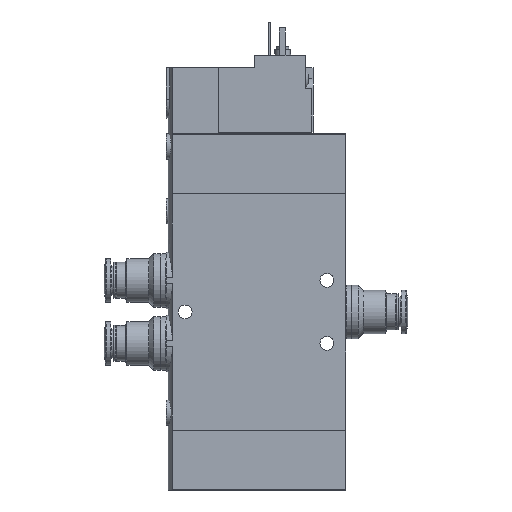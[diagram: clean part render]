
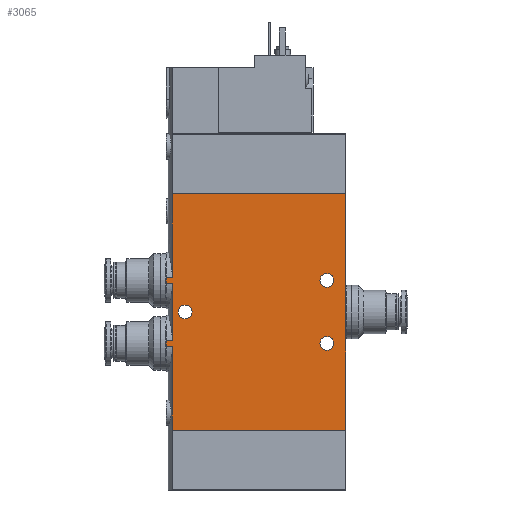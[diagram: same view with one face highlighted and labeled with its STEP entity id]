
A CAD part, left-side view. The second image highlights one B-rep face of the part: STEP entity #3065.
In plain terms, the highlighted face is planar.
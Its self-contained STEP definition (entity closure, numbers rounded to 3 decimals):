
#93=PLANE('',#3677);
#253=CIRCLE('',#3665,2.2);
#255=CIRCLE('',#3668,2.2);
#260=CIRCLE('',#3678,2.2);
#456=ORIENTED_EDGE('',*,*,#1251,.T.);
#457=ORIENTED_EDGE('',*,*,#1276,.T.);
#458=ORIENTED_EDGE('',*,*,#1267,.F.);
#459=ORIENTED_EDGE('',*,*,#1240,.T.);
#460=ORIENTED_EDGE('',*,*,#1253,.T.);
#461=ORIENTED_EDGE('',*,*,#1242,.T.);
#462=ORIENTED_EDGE('',*,*,#1271,.F.);
#463=ORIENTED_EDGE('',*,*,#1232,.T.);
#464=ORIENTED_EDGE('',*,*,#1256,.T.);
#465=ORIENTED_EDGE('',*,*,#1234,.T.);
#466=ORIENTED_EDGE('',*,*,#1263,.F.);
#467=ORIENTED_EDGE('',*,*,#1277,.F.);
#468=ORIENTED_EDGE('',*,*,#1261,.F.);
#469=ORIENTED_EDGE('',*,*,#1259,.F.);
#470=ORIENTED_EDGE('',*,*,#1278,.F.);
#1232=EDGE_CURVE('',#1653,#1652,#1952,.F.);
#1234=EDGE_CURVE('',#1654,#1655,#1953,.T.);
#1240=EDGE_CURVE('',#1661,#1660,#1956,.F.);
#1242=EDGE_CURVE('',#1662,#1663,#1957,.T.);
#1251=EDGE_CURVE('',#1672,#1671,#1961,.T.);
#1253=EDGE_CURVE('',#1660,#1662,#1963,.T.);
#1256=EDGE_CURVE('',#1652,#1654,#1965,.T.);
#1259=EDGE_CURVE('',#1675,#1675,#253,.F.);
#1261=EDGE_CURVE('',#1677,#1677,#255,.F.);
#1263=EDGE_CURVE('',#1679,#1655,#1967,.T.);
#1267=EDGE_CURVE('',#1661,#1682,#1969,.T.);
#1271=EDGE_CURVE('',#1653,#1663,#1971,.T.);
#1276=EDGE_CURVE('',#1671,#1682,#1975,.T.);
#1277=EDGE_CURVE('',#1672,#1679,#1976,.T.);
#1278=EDGE_CURVE('',#1686,#1686,#260,.F.);
#1652=VERTEX_POINT('',#4965);
#1653=VERTEX_POINT('',#4967);
#1654=VERTEX_POINT('',#4980);
#1655=VERTEX_POINT('',#4981);
#1660=VERTEX_POINT('',#5002);
#1661=VERTEX_POINT('',#5004);
#1662=VERTEX_POINT('',#5017);
#1663=VERTEX_POINT('',#5018);
#1671=VERTEX_POINT('',#5044);
#1672=VERTEX_POINT('',#5046);
#1675=VERTEX_POINT('',#5060);
#1677=VERTEX_POINT('',#5065);
#1679=VERTEX_POINT('',#5070);
#1682=VERTEX_POINT('',#5089);
#1686=VERTEX_POINT('',#5117);
#1952=LINE('',#4966,#2166);
#1953=LINE('',#4979,#2167);
#1956=LINE('',#5003,#2170);
#1957=LINE('',#5016,#2171);
#1961=LINE('',#5045,#2175);
#1963=LINE('',#5049,#2177);
#1965=LINE('',#5054,#2179);
#1967=LINE('',#5069,#2181);
#1969=LINE('',#5088,#2183);
#1971=LINE('',#5106,#2185);
#1975=LINE('',#5114,#2189);
#1976=LINE('',#5115,#2190);
#2166=VECTOR('',#4020,1000.);
#2167=VECTOR('',#4023,1000.);
#2170=VECTOR('',#4032,1000.);
#2171=VECTOR('',#4035,1000.);
#2175=VECTOR('',#4049,1000.);
#2177=VECTOR('',#4053,1000.);
#2179=VECTOR('',#4059,1000.);
#2181=VECTOR('',#4077,1000.);
#2183=VECTOR('',#4083,1000.);
#2185=VECTOR('',#4089,1000.);
#2189=VECTOR('',#4099,1000.);
#2190=VECTOR('',#4100,1000.);
#2404=EDGE_LOOP('',(#456,#457,#458,#459,#460,#461,#462,#463,#464,#465,#466,
#467));
#2405=EDGE_LOOP('',(#468));
#2406=EDGE_LOOP('',(#469));
#2407=EDGE_LOOP('',(#470));
#2703=FACE_BOUND('',#2404,.T.);
#2704=FACE_BOUND('',#2405,.T.);
#2705=FACE_BOUND('',#2406,.T.);
#2706=FACE_BOUND('',#2407,.T.);
#3065=ADVANCED_FACE('',(#2703,#2704,#2705,#2706),#93,.F.);
#3665=AXIS2_PLACEMENT_3D('',#5059,#4065,#4066);
#3668=AXIS2_PLACEMENT_3D('',#5064,#4071,#4072);
#3677=AXIS2_PLACEMENT_3D('',#5113,#4097,#4098);
#3678=AXIS2_PLACEMENT_3D('',#5116,#4101,#4102);
#4020=DIRECTION('',(0.,-1.,0.));
#4023=DIRECTION('',(0.,-1.,0.));
#4032=DIRECTION('',(0.,-1.,0.));
#4035=DIRECTION('',(0.,-1.,0.));
#4049=DIRECTION('',(-1.,0.,0.));
#4053=DIRECTION('',(1.,0.,0.));
#4059=DIRECTION('',(1.,0.,0.));
#4065=DIRECTION('',(0.,0.,1.));
#4066=DIRECTION('',(1.,0.,0.));
#4071=DIRECTION('',(0.,0.,1.));
#4072=DIRECTION('',(1.,0.,0.));
#4077=DIRECTION('',(-1.,0.,0.));
#4083=DIRECTION('',(-1.,0.,0.));
#4089=DIRECTION('',(-1.,0.,0.));
#4097=DIRECTION('',(0.,0.,1.));
#4098=DIRECTION('',(1.,0.,0.));
#4099=DIRECTION('',(0.,1.,0.));
#4100=DIRECTION('',(0.,1.,0.));
#4101=DIRECTION('',(0.,0.,1.));
#4102=DIRECTION('',(1.,0.,0.));
#4965=CARTESIAN_POINT('',(46.55,57.,-9.));
#4966=CARTESIAN_POINT('',(46.55,0.,-9.));
#4967=CARTESIAN_POINT('',(46.55,55.018,-9.));
#4979=CARTESIAN_POINT('',(48.45,0.,-9.));
#4980=CARTESIAN_POINT('',(48.45,57.,-9.));
#4981=CARTESIAN_POINT('',(48.45,55.018,-9.));
#5002=CARTESIAN_POINT('',(26.55,57.,-9.));
#5003=CARTESIAN_POINT('',(26.55,0.,-9.));
#5004=CARTESIAN_POINT('',(26.55,55.018,-9.));
#5016=CARTESIAN_POINT('',(28.45,0.,-9.));
#5017=CARTESIAN_POINT('',(28.45,57.,-9.));
#5018=CARTESIAN_POINT('',(28.45,55.018,-9.));
#5044=CARTESIAN_POINT('',(0.,0.,-9.));
#5045=CARTESIAN_POINT('',(75.,0.,-9.));
#5046=CARTESIAN_POINT('',(75.,0.,-9.));
#5049=CARTESIAN_POINT('',(27.5,57.,-9.));
#5054=CARTESIAN_POINT('',(47.5,57.,-9.));
#5059=CARTESIAN_POINT('',(27.5,6.,-9.));
#5060=CARTESIAN_POINT('',(29.7,6.,-9.));
#5064=CARTESIAN_POINT('',(47.5,6.,-9.));
#5065=CARTESIAN_POINT('',(49.7,6.,-9.));
#5069=CARTESIAN_POINT('',(75.,55.018,-9.));
#5070=CARTESIAN_POINT('',(75.,55.018,-9.));
#5088=CARTESIAN_POINT('',(75.,55.018,-9.));
#5089=CARTESIAN_POINT('',(0.,55.018,-9.));
#5106=CARTESIAN_POINT('',(75.,55.018,-9.));
#5113=CARTESIAN_POINT('',(75.,0.,-9.));
#5114=CARTESIAN_POINT('',(0.,0.,-9.));
#5115=CARTESIAN_POINT('',(75.,0.,-9.));
#5116=CARTESIAN_POINT('',(37.5,51.,-9.));
#5117=CARTESIAN_POINT('',(39.7,51.,-9.));
